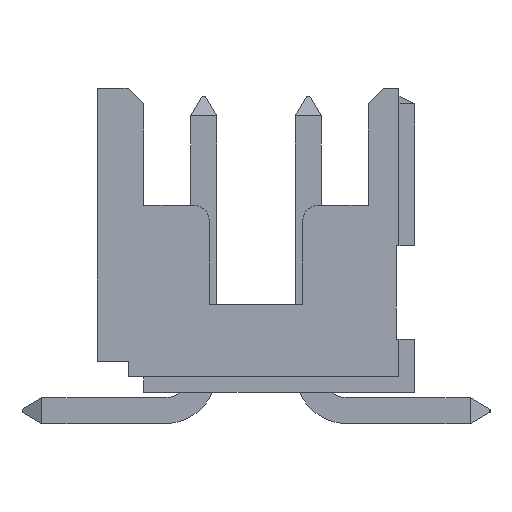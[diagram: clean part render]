
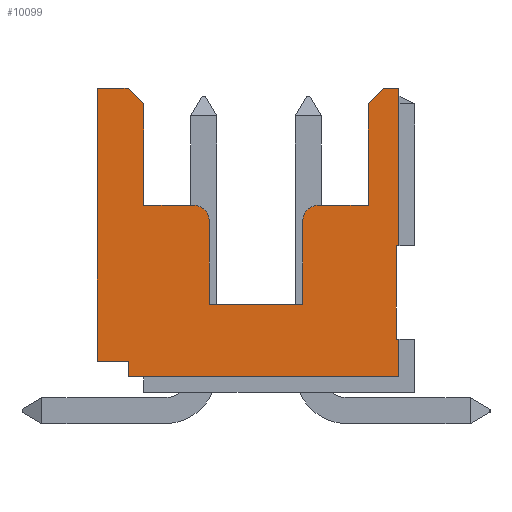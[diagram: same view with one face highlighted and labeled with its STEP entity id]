
A CAD part, left-side view. The second image highlights one B-rep face of the part: STEP entity #10099.
In plain terms, the highlighted planar face has unit normal (-1, 0, 0).
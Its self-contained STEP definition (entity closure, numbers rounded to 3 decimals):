
#1=DIRECTION('',(0.,-1.,0.));
#2=VECTOR('',#1,0.59);
#3=CARTESIAN_POINT('',(2.,3.05,5.85));
#4=LINE('6028',#3,#2);
#5=DIRECTION('',(0.,-0.707,-0.707));
#6=VECTOR('',#5,0.424);
#7=CARTESIAN_POINT('',(2.,2.46,5.85));
#8=LINE('7053',#7,#6);
#9=CARTESIAN_POINT('',(2.,1.2,3.3));
#10=DIRECTION('',(1.,0.,0.));
#11=DIRECTION('',(0.,0.,1.));
#12=AXIS2_PLACEMENT_3D('',#9,#10,#11);
#14=CARTESIAN_POINT('',(2.,-1.2,3.3));
#15=DIRECTION('',(1.,0.,0.));
#16=DIRECTION('',(0.,1.,0.));
#17=AXIS2_PLACEMENT_3D('',#14,#15,#16);
#19=DIRECTION('',(0.,-0.707,0.707));
#20=VECTOR('',#19,0.424);
#21=CARTESIAN_POINT('',(2.,-2.16,5.55));
#22=LINE('6921',#21,#20);
#23=DIRECTION('',(0.,-1.,0.));
#24=VECTOR('',#23,0.29);
#25=CARTESIAN_POINT('',(2.,-2.46,5.85));
#26=LINE('6038',#25,#24);
#27=DIRECTION('',(0.,0.,1.));
#28=VECTOR('',#27,3.025);
#29=CARTESIAN_POINT('',(2.,-2.75,2.825));
#30=LINE('6042',#29,#28);
#119=DIRECTION('',(0.,-1.,0.));
#120=VECTOR('',#119,0.05);
#121=CARTESIAN_POINT('',(2.,-2.7,2.825));
#122=LINE('6043',#121,#120);
#251=DIRECTION('',(0.,0.,-1.));
#252=VECTOR('',#251,1.95);
#253=CARTESIAN_POINT('',(2.,-2.16,5.55));
#254=LINE('6057',#253,#252);
#614=DIRECTION('',(0.,1.,0.));
#615=VECTOR('',#614,1.8);
#616=CARTESIAN_POINT('',(2.,-0.9,1.7));
#617=LINE('6054',#616,#615);
#783=DIRECTION('',(0.,-1.,0.));
#784=VECTOR('',#783,5.2);
#785=CARTESIAN_POINT('',(2.,2.45,0.3));
#786=LINE('6047',#785,#784);
#875=DIRECTION('',(0.,1.,0.));
#876=VECTOR('',#875,0.05);
#877=CARTESIAN_POINT('',(2.,-2.75,1.025));
#878=LINE('6045',#877,#876);
#4591=DIRECTION('',(0.,0.,1.));
#4592=VECTOR('',#4591,0.725);
#4593=CARTESIAN_POINT('',(2.,-2.75,0.3));
#4594=LINE('6046',#4593,#4592);
#4615=DIRECTION('',(0.,0.,1.));
#4616=VECTOR('',#4615,1.8);
#4617=CARTESIAN_POINT('',(2.,-2.7,1.025));
#4618=LINE('6044',#4617,#4616);
#4655=DIRECTION('',(0.,-1.,0.));
#4656=VECTOR('',#4655,0.6);
#4657=CARTESIAN_POINT('',(2.,3.05,0.6));
#4658=LINE('6049',#4657,#4656);
#4667=DIRECTION('',(0.,0.,-1.));
#4668=VECTOR('',#4667,0.3);
#4669=CARTESIAN_POINT('',(2.,2.45,0.6));
#4670=LINE('6048',#4669,#4668);
#4675=DIRECTION('',(0.,0.,-1.));
#4676=VECTOR('',#4675,5.25);
#4677=CARTESIAN_POINT('',(2.,3.05,5.85));
#4678=LINE('6050',#4677,#4676);
#4695=DIRECTION('',(0.,0.,1.));
#4696=VECTOR('',#4695,1.95);
#4697=CARTESIAN_POINT('',(2.,2.16,3.6));
#4698=LINE('6051',#4697,#4696);
#4732=DIRECTION('',(0.,0.,1.));
#4733=VECTOR('',#4732,1.6);
#4734=CARTESIAN_POINT('',(2.,0.9,1.7));
#4735=LINE('6053',#4734,#4733);
#4740=DIRECTION('',(0.,1.,0.));
#4741=VECTOR('',#4740,0.96);
#4742=CARTESIAN_POINT('',(2.,1.2,3.6));
#4743=LINE('6052',#4742,#4741);
#7397=DIRECTION('',(0.,1.,0.));
#7398=VECTOR('',#7397,0.96);
#7399=CARTESIAN_POINT('',(2.,-2.16,3.6));
#7400=LINE('6056',#7399,#7398);
#7405=DIRECTION('',(0.,0.,-1.));
#7406=VECTOR('',#7405,1.6);
#7407=CARTESIAN_POINT('',(2.,-0.9,3.3));
#7408=LINE('6055',#7407,#7406);
#7697=CARTESIAN_POINT('',(2.,3.05,5.85));
#7698=CARTESIAN_POINT('',(2.,2.46,5.85));
#7699=VERTEX_POINT('',#7697);
#7700=VERTEX_POINT('',#7698);
#7721=CARTESIAN_POINT('',(2.,-2.46,5.85));
#7722=CARTESIAN_POINT('',(2.,-2.75,5.85));
#7723=VERTEX_POINT('',#7721);
#7724=VERTEX_POINT('',#7722);
#7737=CARTESIAN_POINT('',(2.,-2.75,2.825));
#7738=VERTEX_POINT('',#7737);
#7739=CARTESIAN_POINT('',(2.,-2.7,2.825));
#7740=VERTEX_POINT('',#7739);
#7741=CARTESIAN_POINT('',(2.,-2.7,1.025));
#7742=VERTEX_POINT('',#7741);
#7743=CARTESIAN_POINT('',(2.,-2.75,1.025));
#7744=VERTEX_POINT('',#7743);
#7745=CARTESIAN_POINT('',(2.,-2.75,0.3));
#7746=VERTEX_POINT('',#7745);
#7747=CARTESIAN_POINT('',(2.,2.45,0.3));
#7748=VERTEX_POINT('',#7747);
#7749=CARTESIAN_POINT('',(2.,2.45,0.6));
#7750=VERTEX_POINT('',#7749);
#7751=CARTESIAN_POINT('',(2.,3.05,0.6));
#7752=VERTEX_POINT('',#7751);
#7753=CARTESIAN_POINT('',(2.,2.16,3.6));
#7754=CARTESIAN_POINT('',(2.,2.16,5.55));
#7755=VERTEX_POINT('',#7753);
#7756=VERTEX_POINT('',#7754);
#7757=CARTESIAN_POINT('',(2.,1.2,3.6));
#7758=VERTEX_POINT('',#7757);
#7759=CARTESIAN_POINT('',(2.,0.9,1.7));
#7760=CARTESIAN_POINT('',(2.,0.9,3.3));
#7761=VERTEX_POINT('',#7759);
#7762=VERTEX_POINT('',#7760);
#7763=CARTESIAN_POINT('',(2.,-0.9,1.7));
#7764=VERTEX_POINT('',#7763);
#7765=CARTESIAN_POINT('',(2.,-0.9,3.3));
#7766=VERTEX_POINT('',#7765);
#7767=CARTESIAN_POINT('',(2.,-2.16,3.6));
#7768=CARTESIAN_POINT('',(2.,-1.2,3.6));
#7769=VERTEX_POINT('',#7767);
#7770=VERTEX_POINT('',#7768);
#7771=CARTESIAN_POINT('',(2.,-2.16,5.55));
#7772=VERTEX_POINT('',#7771);
#10049=CARTESIAN_POINT('',(2.,0.15,3.075));
#10050=DIRECTION('',(1.,0.,0.));
#10051=DIRECTION('',(0.,-1.,0.));
#10052=AXIS2_PLACEMENT_3D('',#10049,#10050,#10051);
#10053=PLANE('7788',#10052);
#10055=ORIENTED_EDGE('6042',*,*,#10054,.F.);
#10057=ORIENTED_EDGE('6043',*,*,#10056,.F.);
#10059=ORIENTED_EDGE('6044',*,*,#10058,.F.);
#10061=ORIENTED_EDGE('6045',*,*,#10060,.F.);
#10063=ORIENTED_EDGE('6046',*,*,#10062,.F.);
#10065=ORIENTED_EDGE('6047',*,*,#10064,.F.);
#10067=ORIENTED_EDGE('6048',*,*,#10066,.F.);
#10069=ORIENTED_EDGE('6049',*,*,#10068,.F.);
#10071=ORIENTED_EDGE('6050',*,*,#10070,.F.);
#10072=ORIENTED_EDGE('6028',*,*,#10038,.T.);
#10074=ORIENTED_EDGE('7053',*,*,#10073,.T.);
#10076=ORIENTED_EDGE('6051',*,*,#10075,.F.);
#10078=ORIENTED_EDGE('6052',*,*,#10077,.F.);
#10080=ORIENTED_EDGE('6166',*,*,#10079,.T.);
#10082=ORIENTED_EDGE('6053',*,*,#10081,.F.);
#10084=ORIENTED_EDGE('6054',*,*,#10083,.F.);
#10086=ORIENTED_EDGE('6055',*,*,#10085,.F.);
#10088=ORIENTED_EDGE('6150',*,*,#10087,.T.);
#10090=ORIENTED_EDGE('6056',*,*,#10089,.F.);
#10092=ORIENTED_EDGE('6057',*,*,#10091,.F.);
#10094=ORIENTED_EDGE('6921',*,*,#10093,.T.);
#10096=ORIENTED_EDGE('6038',*,*,#10095,.T.);
#10097=EDGE_LOOP('7788',(#10055,#10057,#10059,#10061,#10063,#10065,#10067,
#10069,#10071,#10072,#10074,#10076,#10078,#10080,#10082,#10084,#10086,#10088,
#10090,#10092,#10094,#10096));
#10098=FACE_OUTER_BOUND('7788',#10097,.F.);
#10099=ADVANCED_FACE('7788',(#10098),#10053,.F.);
#13=CIRCLE('6166',#12,0.3);
#18=CIRCLE('6150',#17,0.3);
#10038=EDGE_CURVE('6028',#7699,#7700,#4,.T.);
#10054=EDGE_CURVE('6042',#7738,#7724,#30,.T.);
#10056=EDGE_CURVE('6043',#7740,#7738,#122,.T.);
#10058=EDGE_CURVE('6044',#7742,#7740,#4618,.T.);
#10060=EDGE_CURVE('6045',#7744,#7742,#878,.T.);
#10062=EDGE_CURVE('6046',#7746,#7744,#4594,.T.);
#10064=EDGE_CURVE('6047',#7748,#7746,#786,.T.);
#10066=EDGE_CURVE('6048',#7750,#7748,#4670,.T.);
#10068=EDGE_CURVE('6049',#7752,#7750,#4658,.T.);
#10070=EDGE_CURVE('6050',#7699,#7752,#4678,.T.);
#10073=EDGE_CURVE('7053',#7700,#7756,#8,.T.);
#10075=EDGE_CURVE('6051',#7755,#7756,#4698,.T.);
#10077=EDGE_CURVE('6052',#7758,#7755,#4743,.T.);
#10079=EDGE_CURVE('6166',#7758,#7762,#13,.T.);
#10081=EDGE_CURVE('6053',#7761,#7762,#4735,.T.);
#10083=EDGE_CURVE('6054',#7764,#7761,#617,.T.);
#10085=EDGE_CURVE('6055',#7766,#7764,#7408,.T.);
#10087=EDGE_CURVE('6150',#7766,#7770,#18,.T.);
#10089=EDGE_CURVE('6056',#7769,#7770,#7400,.T.);
#10091=EDGE_CURVE('6057',#7772,#7769,#254,.T.);
#10093=EDGE_CURVE('6921',#7772,#7723,#22,.T.);
#10095=EDGE_CURVE('6038',#7723,#7724,#26,.T.);
